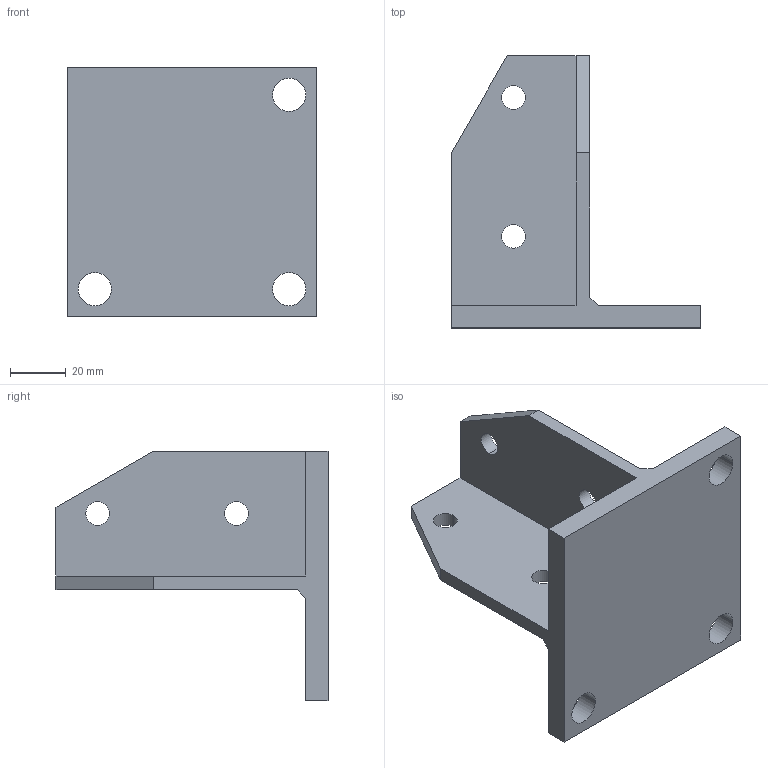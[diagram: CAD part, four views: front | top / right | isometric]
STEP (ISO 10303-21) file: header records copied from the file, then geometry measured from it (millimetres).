
FILE_DESCRIPTION((''),'2;1');
FILE_NAME('11160_TEMELJNA_PLOSCA_45X45','2023-03-07T07:53:15',('FilipKovacic'),('Audax d.o.o.'),'CREO PARAMETRIC BY PTC INC, 2021072','CREO PARAMETRIC BY PTC INC, 2021072','');
FILE_SCHEMA(('AP242_MANAGED_MODEL_BASED_3D_ENGINEERING_MIM_LF { 1 0 10303 442 1 1 4 }'));
Length unit declared in the file: millimetre
Products named in the file (1): 11160_TEMELJNA_PLOSCA_45X45
Bounding box: 90 x 98 x 90 mm (x, y, z)
Volume: 99483.8 mm3; surface area: 35401.8 mm2
Topology: 1 solids, 1 shells, 32 faces, 95 edges, 72 vertices
Faces by surface type: plane 18, cylinder 14
Entity records: 1930 total; most frequent: COLOUR_RGB 318, DIRECTION 189, CARTESIAN_POINT 188, ORIENTED_EDGE 176, PRESENTATION_STYLE_ASSIGNMENT 96, STYLED_ITEM 96, CURVE_STYLE 95, EDGE_CURVE 88
